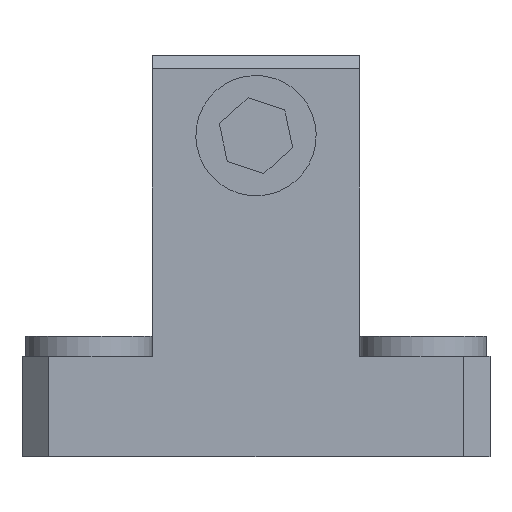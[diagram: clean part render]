
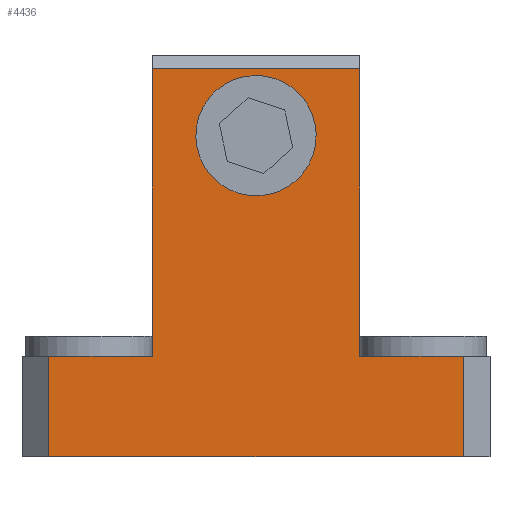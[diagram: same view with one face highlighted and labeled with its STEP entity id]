
A CAD part, left-side view. The second image highlights one B-rep face of the part: STEP entity #4436.
In plain terms, the highlighted planar face has unit normal (-1, 0, 0).
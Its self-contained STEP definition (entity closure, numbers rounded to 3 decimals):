
#16 = LINE ( 'NONE', #4062, #2051 ) ;
#26 = VECTOR ( 'NONE', #4056, 1000. ) ;
#59 = CARTESIAN_POINT ( 'NONE',  ( -38., 56., 0. ) ) ;
#136 = EDGE_CURVE ( 'NONE', #3846, #2794, #1059, .T. ) ;
#160 = ORIENTED_EDGE ( 'NONE', *, *, #136, .F. ) ;
#296 = ORIENTED_EDGE ( 'NONE', *, *, #3464, .F. ) ;
#320 = DIRECTION ( 'NONE',  ( 1., 0., 0. ) ) ;
#393 = CARTESIAN_POINT ( 'NONE',  ( -38., 40.5, 15. ) ) ;
#520 = LINE ( 'NONE', #4563, #1102 ) ;
#559 = CARTESIAN_POINT ( 'NONE',  ( -38., 56., 15. ) ) ;
#638 = VECTOR ( 'NONE', #4797, 1000. ) ;
#643 = DIRECTION ( 'NONE',  ( 0., 0., -1. ) ) ;
#756 = EDGE_CURVE ( 'NONE', #3201, #1355, #520, .T. ) ;
#847 = LINE ( 'NONE', #559, #3360 ) ;
#849 = VERTEX_POINT ( 'NONE', #3980 ) ;
#1059 = LINE ( 'NONE', #4356, #638 ) ;
#1097 = CARTESIAN_POINT ( 'NONE',  ( -38., 25., 48. ) ) ;
#1102 = VECTOR ( 'NONE', #2002, 1000. ) ;
#1113 = EDGE_CURVE ( 'NONE', #2794, #4622, #2019, .T. ) ;
#1163 = CARTESIAN_POINT ( 'NONE',  ( -38., -6., 0. ) ) ;
#1210 = CARTESIAN_POINT ( 'NONE',  ( -38., -6., 15. ) ) ;
#1312 = CARTESIAN_POINT ( 'NONE',  ( -38., 9.5, 58. ) ) ;
#1325 = DIRECTION ( 'NONE',  ( -1., 0., 0. ) ) ;
#1355 = VERTEX_POINT ( 'NONE', #1312 ) ;
#1372 = ORIENTED_EDGE ( 'NONE', *, *, #1860, .F. ) ;
#1381 = CARTESIAN_POINT ( 'NONE',  ( -38., 40.5, 15. ) ) ;
#1422 = ORIENTED_EDGE ( 'NONE', *, *, #756, .F. ) ;
#1522 = DIRECTION ( 'NONE',  ( 0., 0., 1. ) ) ;
#1630 = DIRECTION ( 'NONE',  ( 0., 0., 1. ) ) ;
#1631 = LINE ( 'NONE', #2407, #4202 ) ;
#1686 = DIRECTION ( 'NONE',  ( 0., 0., -1. ) ) ;
#1741 = CARTESIAN_POINT ( 'NONE',  ( -38., 40.5, 15. ) ) ;
#1747 = EDGE_CURVE ( 'NONE', #2301, #3846, #2475, .T. ) ;
#1792 = EDGE_LOOP ( 'NONE', ( #160, #3336, #4690, #1422, #1372, #2630, #296, #4349 ) ) ;
#1860 = EDGE_CURVE ( 'NONE', #2296, #3201, #16, .T. ) ;
#1880 = EDGE_LOOP ( 'NONE', ( #3251, #2348 ) ) ;
#1928 = DIRECTION ( 'NONE',  ( 0., 0., -1. ) ) ;
#1973 = CARTESIAN_POINT ( 'NONE',  ( -38., 56., 15. ) ) ;
#2002 = DIRECTION ( 'NONE',  ( 0., -1., 0. ) ) ;
#2019 = LINE ( 'NONE', #3052, #2655 ) ;
#2051 = VECTOR ( 'NONE', #1522, 1000. ) ;
#2121 = CIRCLE ( 'NONE', #3038, 6. ) ;
#2223 = PLANE ( 'NONE',  #4216 ) ;
#2225 = EDGE_CURVE ( 'NONE', #849, #2686, #3666, .T. ) ;
#2243 = DIRECTION ( 'NONE',  ( -1., 0., 0. ) ) ;
#2292 = LINE ( 'NONE', #393, #26 ) ;
#2296 = VERTEX_POINT ( 'NONE', #1741 ) ;
#2301 = VERTEX_POINT ( 'NONE', #3212 ) ;
#2348 = ORIENTED_EDGE ( 'NONE', *, *, #2225, .F. ) ;
#2407 = CARTESIAN_POINT ( 'NONE',  ( -38., 9.5, 15. ) ) ;
#2475 = LINE ( 'NONE', #1381, #3978 ) ;
#2552 = CARTESIAN_POINT ( 'NONE',  ( -38., 40.5, 15. ) ) ;
#2562 = EDGE_CURVE ( 'NONE', #1355, #2301, #1631, .T. ) ;
#2630 = ORIENTED_EDGE ( 'NONE', *, *, #2780, .F. ) ;
#2655 = VECTOR ( 'NONE', #3828, 1000. ) ;
#2686 = VERTEX_POINT ( 'NONE', #3732 ) ;
#2750 = EDGE_CURVE ( 'NONE', #2686, #849, #2121, .T. ) ;
#2780 = EDGE_CURVE ( 'NONE', #4745, #2296, #2292, .T. ) ;
#2794 = VERTEX_POINT ( 'NONE', #1163 ) ;
#2937 = DIRECTION ( 'NONE',  ( 0., 0., -1. ) ) ;
#3038 = AXIS2_PLACEMENT_3D ( 'NONE', #1097, #2243, #1928 ) ;
#3052 = CARTESIAN_POINT ( 'NONE',  ( -38., 60., 0. ) ) ;
#3201 = VERTEX_POINT ( 'NONE', #3935 ) ;
#3212 = CARTESIAN_POINT ( 'NONE',  ( -38., 9.5, 15. ) ) ;
#3251 = ORIENTED_EDGE ( 'NONE', *, *, #2750, .F. ) ;
#3336 = ORIENTED_EDGE ( 'NONE', *, *, #1747, .F. ) ;
#3360 = VECTOR ( 'NONE', #1630, 1000. ) ;
#3464 = EDGE_CURVE ( 'NONE', #4622, #4745, #847, .T. ) ;
#3666 = CIRCLE ( 'NONE', #4669, 6. ) ;
#3732 = CARTESIAN_POINT ( 'NONE',  ( -38., 26.224, 53.874 ) ) ;
#3828 = DIRECTION ( 'NONE',  ( 0., 1., 0. ) ) ;
#3846 = VERTEX_POINT ( 'NONE', #1210 ) ;
#3872 = DIRECTION ( 'NONE',  ( 0., -1., 0. ) ) ;
#3935 = CARTESIAN_POINT ( 'NONE',  ( -38., 40.5, 58. ) ) ;
#3940 = CARTESIAN_POINT ( 'NONE',  ( -38., 25., 48. ) ) ;
#3978 = VECTOR ( 'NONE', #3872, 1000. ) ;
#3980 = CARTESIAN_POINT ( 'NONE',  ( -38., 23.776, 42.126 ) ) ;
#4056 = DIRECTION ( 'NONE',  ( 0., -1., 0. ) ) ;
#4062 = CARTESIAN_POINT ( 'NONE',  ( -38., 40.5, 15. ) ) ;
#4202 = VECTOR ( 'NONE', #1686, 1000. ) ;
#4216 = AXIS2_PLACEMENT_3D ( 'NONE', #2552, #320, #2937 ) ;
#4349 = ORIENTED_EDGE ( 'NONE', *, *, #1113, .F. ) ;
#4350 = FACE_BOUND ( 'NONE', #1880, .T. ) ;
#4356 = CARTESIAN_POINT ( 'NONE',  ( -38., -6., 15. ) ) ;
#4436 = ADVANCED_FACE ( 'NONE', ( #4350, #4742 ), #2223, .F. ) ;
#4563 = CARTESIAN_POINT ( 'NONE',  ( -38., 40.5, 58. ) ) ;
#4622 = VERTEX_POINT ( 'NONE', #59 ) ;
#4669 = AXIS2_PLACEMENT_3D ( 'NONE', #3940, #1325, #643 ) ;
#4690 = ORIENTED_EDGE ( 'NONE', *, *, #2562, .F. ) ;
#4742 = FACE_OUTER_BOUND ( 'NONE', #1792, .T. ) ;
#4745 = VERTEX_POINT ( 'NONE', #1973 ) ;
#4797 = DIRECTION ( 'NONE',  ( 0., 0., -1. ) ) ;
